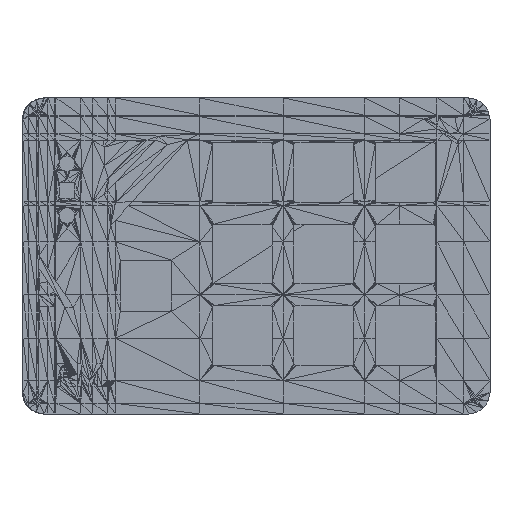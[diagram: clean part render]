
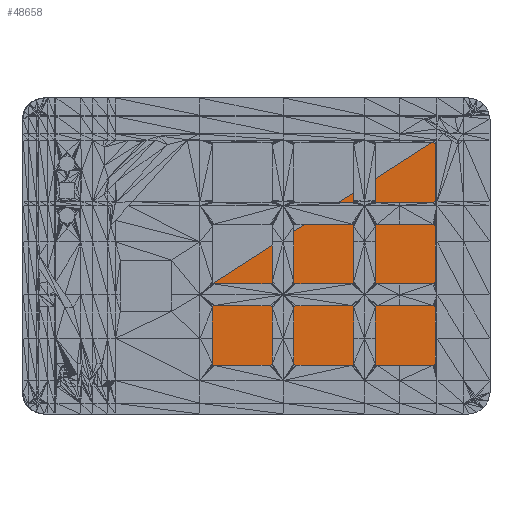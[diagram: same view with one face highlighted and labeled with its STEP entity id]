
A CAD part, top view. The second image highlights one B-rep face of the part: STEP entity #48658.
In plain terms, the highlighted planar face has unit normal (0, 0, 1).
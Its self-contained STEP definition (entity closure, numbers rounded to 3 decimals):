
#3884=FACE_OUTER_BOUND('',#7953,.T.);
#7953=EDGE_LOOP('',(#40116,#40117,#40118));
#13987=LINE('',#78829,#20099);
#13988=LINE('',#78832,#20100);
#13989=LINE('',#78833,#20101);
#20099=VECTOR('',#66512,10.);
#20100=VECTOR('',#66515,10.);
#20101=VECTOR('',#66516,10.);
#22224=VERTEX_POINT('',#78189);
#22311=VERTEX_POINT('',#78827);
#22312=VERTEX_POINT('',#78831);
#28218=EDGE_CURVE('',#22224,#22311,#13987,.T.);
#28219=EDGE_CURVE('',#22224,#22312,#13988,.T.);
#28220=EDGE_CURVE('',#22312,#22311,#13989,.T.);
#40116=ORIENTED_EDGE('',*,*,#28219,.T.);
#40117=ORIENTED_EDGE('',*,*,#28220,.T.);
#40118=ORIENTED_EDGE('',*,*,#28218,.F.);
#44589=PLANE('',#52742);
#48658=ADVANCED_FACE('',(#3884),#44589,.T.);
#52742=AXIS2_PLACEMENT_3D('',#78830,#66513,#66514);
#66512=DIRECTION('',(0.841,0.542,0.));
#66513=DIRECTION('center_axis',(0.,0.,1.));
#66514=DIRECTION('ref_axis',(1.,0.,0.));
#66515=DIRECTION('',(1.,0.,0.));
#66516=DIRECTION('',(0.,1.,0.));
#78189=CARTESIAN_POINT('',(53.,-121.,-1.));
#78827=CARTESIAN_POINT('',(152.23,-57.06,-1.));
#78829=CARTESIAN_POINT('',(53.,-121.,-1.));
#78830=CARTESIAN_POINT('Origin',(152.23,-57.06,-1.));
#78831=CARTESIAN_POINT('',(152.23,-121.,-1.));
#78832=CARTESIAN_POINT('',(53.,-121.,-1.));
#78833=CARTESIAN_POINT('',(152.23,-121.,-1.));
